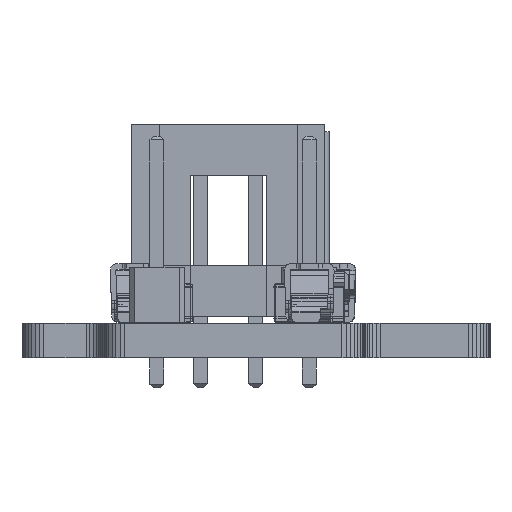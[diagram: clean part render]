
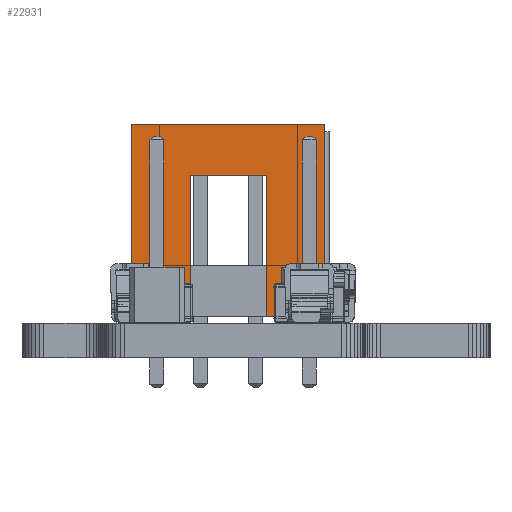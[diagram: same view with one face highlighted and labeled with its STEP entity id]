
A CAD part, left-side view. The second image highlights one B-rep face of the part: STEP entity #22931.
In plain terms, the highlighted face is planar.
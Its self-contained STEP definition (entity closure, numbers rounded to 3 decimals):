
#22075 = PLANE('',#22076);
#22076 = AXIS2_PLACEMENT_3D('',#22077,#22078,#22079);
#22077 = CARTESIAN_POINT('',(-3.155,-11.43,4.675));
#22078 = DIRECTION('',(-1.,0.,0.));
#22079 = DIRECTION('',(0.,0.,-1.));
#22100 = VERTEX_POINT('',#22101);
#22101 = CARTESIAN_POINT('',(-3.155,-27.96,0.25));
#22115 = PLANE('',#22116);
#22116 = AXIS2_PLACEMENT_3D('',#22117,#22118,#22119);
#22117 = CARTESIAN_POINT('',(1.304,-11.43,0.25));
#22118 = DIRECTION('',(-0.,-0.,-1.));
#22119 = DIRECTION('',(-1.,0.,0.));
#22127 = EDGE_CURVE('',#22100,#22128,#22130,.T.);
#22128 = VERTEX_POINT('',#22129);
#22129 = CARTESIAN_POINT('',(-3.155,-27.96,9.1));
#22130 = SURFACE_CURVE('',#22131,(#22135,#22142),.PCURVE_S1.);
#22131 = LINE('',#22132,#22133);
#22132 = CARTESIAN_POINT('',(-3.155,-27.96,2.6));
#22133 = VECTOR('',#22134,1.);
#22134 = DIRECTION('',(0.,0.,1.));
#22135 = PCURVE('',#22075,#22136);
#22136 = DEFINITIONAL_REPRESENTATION('',(#22137),#22141);
#22137 = LINE('',#22138,#22139);
#22138 = CARTESIAN_POINT('',(2.075,16.53));
#22139 = VECTOR('',#22140,1.);
#22140 = DIRECTION('',(-1.,0.));
#22141 = ( GEOMETRIC_REPRESENTATION_CONTEXT(2) 
PARAMETRIC_REPRESENTATION_CONTEXT() REPRESENTATION_CONTEXT('2D SPACE',''
  ) );
#22142 = PCURVE('',#22143,#22148);
#22143 = PLANE('',#22144);
#22144 = AXIS2_PLACEMENT_3D('',#22145,#22146,#22147);
#22145 = CARTESIAN_POINT('',(1.27,-27.96,4.675));
#22146 = DIRECTION('',(-0.,-1.,0.));
#22147 = DIRECTION('',(0.,0.,-1.));
#22148 = DEFINITIONAL_REPRESENTATION('',(#22149),#22153);
#22149 = LINE('',#22150,#22151);
#22150 = CARTESIAN_POINT('',(2.075,-4.425));
#22151 = VECTOR('',#22152,1.);
#22152 = DIRECTION('',(-1.,0.));
#22153 = ( GEOMETRIC_REPRESENTATION_CONTEXT(2) 
PARAMETRIC_REPRESENTATION_CONTEXT() REPRESENTATION_CONTEXT('2D SPACE',''
  ) );
#22171 = PLANE('',#22172);
#22172 = AXIS2_PLACEMENT_3D('',#22173,#22174,#22175);
#22173 = CARTESIAN_POINT('',(1.27,-11.43,9.1));
#22174 = DIRECTION('',(0.,0.,1.));
#22175 = DIRECTION('',(1.,0.,-0.));
#22309 = PLANE('',#22310);
#22310 = AXIS2_PLACEMENT_3D('',#22311,#22312,#22313);
#22311 = CARTESIAN_POINT('',(5.695,-11.43,4.675));
#22312 = DIRECTION('',(1.,0.,0.));
#22313 = DIRECTION('',(0.,0.,1.));
#22475 = EDGE_CURVE('',#22128,#22476,#22478,.T.);
#22476 = VERTEX_POINT('',#22477);
#22477 = CARTESIAN_POINT('',(5.695,-27.96,9.1));
#22478 = SURFACE_CURVE('',#22479,(#22483,#22490),.PCURVE_S1.);
#22479 = LINE('',#22480,#22481);
#22480 = CARTESIAN_POINT('',(-3.155,-27.96,9.1));
#22481 = VECTOR('',#22482,1.);
#22482 = DIRECTION('',(1.,0.,0.));
#22483 = PCURVE('',#22171,#22484);
#22484 = DEFINITIONAL_REPRESENTATION('',(#22485),#22489);
#22485 = LINE('',#22486,#22487);
#22486 = CARTESIAN_POINT('',(-4.425,-16.53));
#22487 = VECTOR('',#22488,1.);
#22488 = DIRECTION('',(1.,0.));
#22489 = ( GEOMETRIC_REPRESENTATION_CONTEXT(2) 
PARAMETRIC_REPRESENTATION_CONTEXT() REPRESENTATION_CONTEXT('2D SPACE',''
  ) );
#22490 = PCURVE('',#22143,#22491);
#22491 = DEFINITIONAL_REPRESENTATION('',(#22492),#22496);
#22492 = LINE('',#22493,#22494);
#22493 = CARTESIAN_POINT('',(-4.425,-4.425));
#22494 = VECTOR('',#22495,1.);
#22495 = DIRECTION('',(0.,1.));
#22496 = ( GEOMETRIC_REPRESENTATION_CONTEXT(2) 
PARAMETRIC_REPRESENTATION_CONTEXT() REPRESENTATION_CONTEXT('2D SPACE',''
  ) );
#22931 = ADVANCED_FACE('',(#22932),#22143,.T.);
#22932 = FACE_BOUND('',#22933,.T.);
#22933 = EDGE_LOOP('',(#22934,#22935,#22958,#22986,#23014,#23042,#23065,
    #23086));
#22934 = ORIENTED_EDGE('',*,*,#22127,.F.);
#22935 = ORIENTED_EDGE('',*,*,#22936,.T.);
#22936 = EDGE_CURVE('',#22100,#22937,#22939,.T.);
#22937 = VERTEX_POINT('',#22938);
#22938 = CARTESIAN_POINT('',(-0.48,-27.96,0.25));
#22939 = SURFACE_CURVE('',#22940,(#22944,#22951),.PCURVE_S1.);
#22940 = LINE('',#22941,#22942);
#22941 = CARTESIAN_POINT('',(-3.155,-27.96,0.25));
#22942 = VECTOR('',#22943,1.);
#22943 = DIRECTION('',(1.,0.,0.));
#22944 = PCURVE('',#22143,#22945);
#22945 = DEFINITIONAL_REPRESENTATION('',(#22946),#22950);
#22946 = LINE('',#22947,#22948);
#22947 = CARTESIAN_POINT('',(4.425,-4.425));
#22948 = VECTOR('',#22949,1.);
#22949 = DIRECTION('',(0.,1.));
#22950 = ( GEOMETRIC_REPRESENTATION_CONTEXT(2) 
PARAMETRIC_REPRESENTATION_CONTEXT() REPRESENTATION_CONTEXT('2D SPACE',''
  ) );
#22951 = PCURVE('',#22115,#22952);
#22952 = DEFINITIONAL_REPRESENTATION('',(#22953),#22957);
#22953 = LINE('',#22954,#22955);
#22954 = CARTESIAN_POINT('',(4.459,-16.53));
#22955 = VECTOR('',#22956,1.);
#22956 = DIRECTION('',(-1.,0.));
#22957 = ( GEOMETRIC_REPRESENTATION_CONTEXT(2) 
PARAMETRIC_REPRESENTATION_CONTEXT() REPRESENTATION_CONTEXT('2D SPACE',''
  ) );
#22958 = ORIENTED_EDGE('',*,*,#22959,.T.);
#22959 = EDGE_CURVE('',#22937,#22960,#22962,.T.);
#22960 = VERTEX_POINT('',#22961);
#22961 = CARTESIAN_POINT('',(-0.48,-27.96,6.75));
#22962 = SURFACE_CURVE('',#22963,(#22967,#22974),.PCURVE_S1.);
#22963 = LINE('',#22964,#22965);
#22964 = CARTESIAN_POINT('',(-0.48,-27.96,2.463));
#22965 = VECTOR('',#22966,1.);
#22966 = DIRECTION('',(0.,0.,1.));
#22967 = PCURVE('',#22143,#22968);
#22968 = DEFINITIONAL_REPRESENTATION('',(#22969),#22973);
#22969 = LINE('',#22970,#22971);
#22970 = CARTESIAN_POINT('',(2.213,-1.75));
#22971 = VECTOR('',#22972,1.);
#22972 = DIRECTION('',(-1.,0.));
#22973 = ( GEOMETRIC_REPRESENTATION_CONTEXT(2) 
PARAMETRIC_REPRESENTATION_CONTEXT() REPRESENTATION_CONTEXT('2D SPACE',''
  ) );
#22974 = PCURVE('',#22975,#22980);
#22975 = PLANE('',#22976);
#22976 = AXIS2_PLACEMENT_3D('',#22977,#22978,#22979);
#22977 = CARTESIAN_POINT('',(-0.48,-26.71,0.25));
#22978 = DIRECTION('',(1.,0.,0.));
#22979 = DIRECTION('',(0.,-1.,0.));
#22980 = DEFINITIONAL_REPRESENTATION('',(#22981),#22985);
#22981 = LINE('',#22982,#22983);
#22982 = CARTESIAN_POINT('',(1.25,-2.213));
#22983 = VECTOR('',#22984,1.);
#22984 = DIRECTION('',(0.,-1.));
#22985 = ( GEOMETRIC_REPRESENTATION_CONTEXT(2) 
PARAMETRIC_REPRESENTATION_CONTEXT() REPRESENTATION_CONTEXT('2D SPACE',''
  ) );
#22986 = ORIENTED_EDGE('',*,*,#22987,.F.);
#22987 = EDGE_CURVE('',#22988,#22960,#22990,.T.);
#22988 = VERTEX_POINT('',#22989);
#22989 = CARTESIAN_POINT('',(3.02,-27.96,6.75));
#22990 = SURFACE_CURVE('',#22991,(#22995,#23002),.PCURVE_S1.);
#22991 = LINE('',#22992,#22993);
#22992 = CARTESIAN_POINT('',(1.27,-27.96,6.75));
#22993 = VECTOR('',#22994,1.);
#22994 = DIRECTION('',(-1.,0.,0.));
#22995 = PCURVE('',#22143,#22996);
#22996 = DEFINITIONAL_REPRESENTATION('',(#22997),#23001);
#22997 = LINE('',#22998,#22999);
#22998 = CARTESIAN_POINT('',(-2.075,0.));
#22999 = VECTOR('',#23000,1.);
#23000 = DIRECTION('',(0.,-1.));
#23001 = ( GEOMETRIC_REPRESENTATION_CONTEXT(2) 
PARAMETRIC_REPRESENTATION_CONTEXT() REPRESENTATION_CONTEXT('2D SPACE',''
  ) );
#23002 = PCURVE('',#23003,#23008);
#23003 = PLANE('',#23004);
#23004 = AXIS2_PLACEMENT_3D('',#23005,#23006,#23007);
#23005 = CARTESIAN_POINT('',(1.27,-27.96,6.75));
#23006 = DIRECTION('',(0.,0.,1.));
#23007 = DIRECTION('',(1.,0.,-0.));
#23008 = DEFINITIONAL_REPRESENTATION('',(#23009),#23013);
#23009 = LINE('',#23010,#23011);
#23010 = CARTESIAN_POINT('',(0.,0.));
#23011 = VECTOR('',#23012,1.);
#23012 = DIRECTION('',(-1.,0.));
#23013 = ( GEOMETRIC_REPRESENTATION_CONTEXT(2) 
PARAMETRIC_REPRESENTATION_CONTEXT() REPRESENTATION_CONTEXT('2D SPACE',''
  ) );
#23014 = ORIENTED_EDGE('',*,*,#23015,.T.);
#23015 = EDGE_CURVE('',#22988,#23016,#23018,.T.);
#23016 = VERTEX_POINT('',#23017);
#23017 = CARTESIAN_POINT('',(3.02,-27.96,0.25));
#23018 = SURFACE_CURVE('',#23019,(#23023,#23030),.PCURVE_S1.);
#23019 = LINE('',#23020,#23021);
#23020 = CARTESIAN_POINT('',(3.02,-27.96,2.463));
#23021 = VECTOR('',#23022,1.);
#23022 = DIRECTION('',(0.,0.,-1.));
#23023 = PCURVE('',#22143,#23024);
#23024 = DEFINITIONAL_REPRESENTATION('',(#23025),#23029);
#23025 = LINE('',#23026,#23027);
#23026 = CARTESIAN_POINT('',(2.213,1.75));
#23027 = VECTOR('',#23028,1.);
#23028 = DIRECTION('',(1.,0.));
#23029 = ( GEOMETRIC_REPRESENTATION_CONTEXT(2) 
PARAMETRIC_REPRESENTATION_CONTEXT() REPRESENTATION_CONTEXT('2D SPACE',''
  ) );
#23030 = PCURVE('',#23031,#23036);
#23031 = PLANE('',#23032);
#23032 = AXIS2_PLACEMENT_3D('',#23033,#23034,#23035);
#23033 = CARTESIAN_POINT('',(3.02,-29.21,0.25));
#23034 = DIRECTION('',(-1.,0.,0.));
#23035 = DIRECTION('',(0.,1.,0.));
#23036 = DEFINITIONAL_REPRESENTATION('',(#23037),#23041);
#23037 = LINE('',#23038,#23039);
#23038 = CARTESIAN_POINT('',(1.25,-2.213));
#23039 = VECTOR('',#23040,1.);
#23040 = DIRECTION('',(0.,1.));
#23041 = ( GEOMETRIC_REPRESENTATION_CONTEXT(2) 
PARAMETRIC_REPRESENTATION_CONTEXT() REPRESENTATION_CONTEXT('2D SPACE',''
  ) );
#23042 = ORIENTED_EDGE('',*,*,#23043,.T.);
#23043 = EDGE_CURVE('',#23016,#23044,#23046,.T.);
#23044 = VERTEX_POINT('',#23045);
#23045 = CARTESIAN_POINT('',(5.695,-27.96,0.25));
#23046 = SURFACE_CURVE('',#23047,(#23051,#23058),.PCURVE_S1.);
#23047 = LINE('',#23048,#23049);
#23048 = CARTESIAN_POINT('',(-3.155,-27.96,0.25));
#23049 = VECTOR('',#23050,1.);
#23050 = DIRECTION('',(1.,0.,0.));
#23051 = PCURVE('',#22143,#23052);
#23052 = DEFINITIONAL_REPRESENTATION('',(#23053),#23057);
#23053 = LINE('',#23054,#23055);
#23054 = CARTESIAN_POINT('',(4.425,-4.425));
#23055 = VECTOR('',#23056,1.);
#23056 = DIRECTION('',(0.,1.));
#23057 = ( GEOMETRIC_REPRESENTATION_CONTEXT(2) 
PARAMETRIC_REPRESENTATION_CONTEXT() REPRESENTATION_CONTEXT('2D SPACE',''
  ) );
#23058 = PCURVE('',#22115,#23059);
#23059 = DEFINITIONAL_REPRESENTATION('',(#23060),#23064);
#23060 = LINE('',#23061,#23062);
#23061 = CARTESIAN_POINT('',(4.459,-16.53));
#23062 = VECTOR('',#23063,1.);
#23063 = DIRECTION('',(-1.,0.));
#23064 = ( GEOMETRIC_REPRESENTATION_CONTEXT(2) 
PARAMETRIC_REPRESENTATION_CONTEXT() REPRESENTATION_CONTEXT('2D SPACE',''
  ) );
#23065 = ORIENTED_EDGE('',*,*,#23066,.T.);
#23066 = EDGE_CURVE('',#23044,#22476,#23067,.T.);
#23067 = SURFACE_CURVE('',#23068,(#23072,#23079),.PCURVE_S1.);
#23068 = LINE('',#23069,#23070);
#23069 = CARTESIAN_POINT('',(5.695,-27.96,0.25));
#23070 = VECTOR('',#23071,1.);
#23071 = DIRECTION('',(0.,0.,1.));
#23072 = PCURVE('',#22143,#23073);
#23073 = DEFINITIONAL_REPRESENTATION('',(#23074),#23078);
#23074 = LINE('',#23075,#23076);
#23075 = CARTESIAN_POINT('',(4.425,4.425));
#23076 = VECTOR('',#23077,1.);
#23077 = DIRECTION('',(-1.,0.));
#23078 = ( GEOMETRIC_REPRESENTATION_CONTEXT(2) 
PARAMETRIC_REPRESENTATION_CONTEXT() REPRESENTATION_CONTEXT('2D SPACE',''
  ) );
#23079 = PCURVE('',#22309,#23080);
#23080 = DEFINITIONAL_REPRESENTATION('',(#23081),#23085);
#23081 = LINE('',#23082,#23083);
#23082 = CARTESIAN_POINT('',(-4.425,16.53));
#23083 = VECTOR('',#23084,1.);
#23084 = DIRECTION('',(1.,0.));
#23085 = ( GEOMETRIC_REPRESENTATION_CONTEXT(2) 
PARAMETRIC_REPRESENTATION_CONTEXT() REPRESENTATION_CONTEXT('2D SPACE',''
  ) );
#23086 = ORIENTED_EDGE('',*,*,#22475,.F.);
